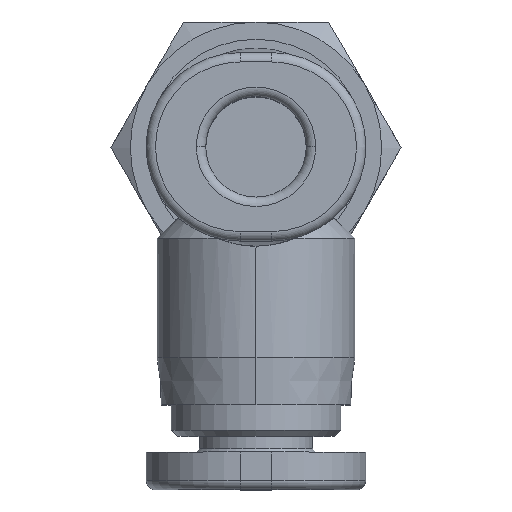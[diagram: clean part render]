
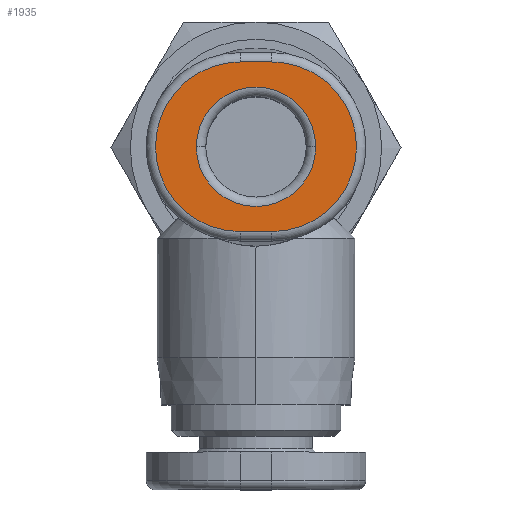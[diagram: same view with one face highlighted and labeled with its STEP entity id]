
A CAD part, top view. The second image highlights one B-rep face of the part: STEP entity #1935.
In plain terms, the highlighted face is planar.
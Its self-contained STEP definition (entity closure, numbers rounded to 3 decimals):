
#847=CARTESIAN_POINT('',(-1.9,11.7,3.45));
#848=VERTEX_POINT('',#847);
#856=CARTESIAN_POINT('',(1.9,11.7,3.45));
#857=VERTEX_POINT('',#856);
#858=CARTESIAN_POINT('',(0.,11.7,3.45));
#859=DIRECTION('',(0.0,1.0,0.0));
#860=DIRECTION('',(-1.0,0.0,0.0));
#861=AXIS2_PLACEMENT_3D('',#858,#859,#860);
#862=CIRCLE('',#861,1.9);
#863=EDGE_CURVE('',#848,#857,#862,.T.);
#1748=CARTESIAN_POINT('',(-0.5,11.7,6.15));
#1749=VERTEX_POINT('',#1748);
#1750=CARTESIAN_POINT('',(-0.5,11.7,0.75));
#1751=VERTEX_POINT('',#1750);
#1752=CARTESIAN_POINT('',(-0.5,11.7,3.45));
#1753=DIRECTION('',(0.0,-1.0,0.0));
#1754=DIRECTION('',(-1.0,0.0,0.0));
#1755=AXIS2_PLACEMENT_3D('',#1752,#1753,#1754);
#1756=CIRCLE('',#1755,2.7);
#1757=EDGE_CURVE('',#1749,#1751,#1756,.T.);
#1792=CARTESIAN_POINT('',(0.5,11.7,0.75));
#1793=VERTEX_POINT('',#1792);
#1794=CARTESIAN_POINT('',(-0.5,11.7,0.75));
#1795=DIRECTION('',(1.0,0.0,0.0));
#1796=VECTOR('',#1795,1.0);
#1797=LINE('',#1794,#1796);
#1798=EDGE_CURVE('',#1751,#1793,#1797,.T.);
#1832=CARTESIAN_POINT('',(0.5,11.7,6.15));
#1833=VERTEX_POINT('',#1832);
#1841=CARTESIAN_POINT('',(0.5,11.7,6.15));
#1842=DIRECTION('',(-1.0,0.0,0.0));
#1843=VECTOR('',#1842,1.0);
#1844=LINE('',#1841,#1843);
#1845=EDGE_CURVE('',#1833,#1749,#1844,.T.);
#1856=CARTESIAN_POINT('',(0.5,11.7,3.45));
#1857=DIRECTION('',(0.0,-1.0,0.0));
#1858=DIRECTION('',(1.0,0.0,0.0));
#1859=AXIS2_PLACEMENT_3D('',#1856,#1857,#1858);
#1860=CIRCLE('',#1859,2.7);
#1861=EDGE_CURVE('',#1793,#1833,#1860,.T.);
#1914=CARTESIAN_POINT('',(0.,11.7,3.45));
#1915=DIRECTION('',(0.0,-1.0,0.0));
#1916=DIRECTION('',(-1.0,0.0,0.0));
#1917=AXIS2_PLACEMENT_3D('',#1914,#1915,#1916);
#1918=PLANE('',#1917);
#1919=ORIENTED_EDGE('',*,*,#1757,.F.);
#1920=ORIENTED_EDGE('',*,*,#1845,.F.);
#1921=ORIENTED_EDGE('',*,*,#1861,.F.);
#1922=ORIENTED_EDGE('',*,*,#1798,.F.);
#1923=EDGE_LOOP('',(#1919,#1920,#1921,#1922));
#1924=FACE_OUTER_BOUND('',#1923,.T.);
#1925=CARTESIAN_POINT('',(0.,11.7,3.45));
#1926=DIRECTION('',(0.0,1.0,0.0));
#1927=DIRECTION('',(-1.0,0.0,0.0));
#1928=AXIS2_PLACEMENT_3D('',#1925,#1926,#1927);
#1929=CIRCLE('',#1928,1.9);
#1930=EDGE_CURVE('',#857,#848,#1929,.T.);
#1931=ORIENTED_EDGE('',*,*,#1930,.F.);
#1932=ORIENTED_EDGE('',*,*,#863,.F.);
#1933=EDGE_LOOP('',(#1931,#1932));
#1934=FACE_BOUND('',#1933,.T.);
#1935=ADVANCED_FACE('',(#1924,#1934),#1918,.F.);
